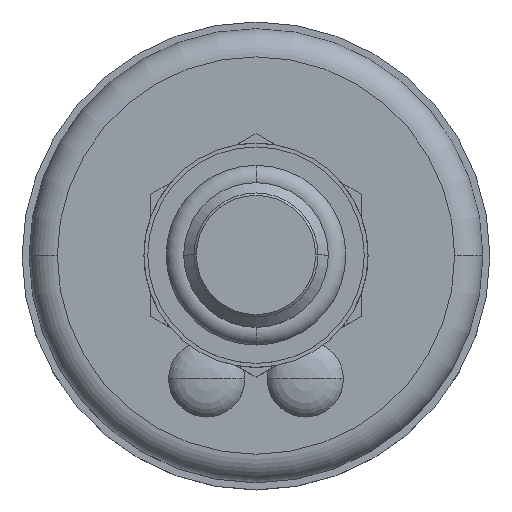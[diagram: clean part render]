
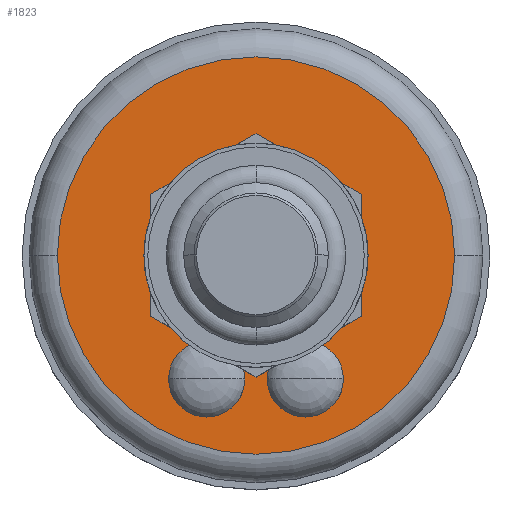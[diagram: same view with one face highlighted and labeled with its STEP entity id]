
A CAD part, top view. The second image highlights one B-rep face of the part: STEP entity #1823.
In plain terms, the highlighted planar face has unit normal (0, 0, 1).
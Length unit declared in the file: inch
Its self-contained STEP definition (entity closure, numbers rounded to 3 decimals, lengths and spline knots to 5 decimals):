
#309=CARTESIAN_POINT('',(0.,0.,1.1));
#310=DIRECTION('',(0.,0.,1.));
#311=DIRECTION('',(-1.,0.,0.));
#312=AXIS2_PLACEMENT_3D('',#309,#310,#311);
#317=CARTESIAN_POINT('',(0.,0.,1.1));
#318=DIRECTION('',(0.,0.,1.));
#319=DIRECTION('',(1.,0.,0.));
#320=AXIS2_PLACEMENT_3D('',#317,#318,#319);
#325=CARTESIAN_POINT('',(0.175,-0.438,1.1));
#326=DIRECTION('',(0.,0.,-1.));
#327=DIRECTION('',(1.,0.,0.));
#328=AXIS2_PLACEMENT_3D('',#325,#326,#327);
#333=CARTESIAN_POINT('',(0.175,-0.438,1.1));
#334=DIRECTION('',(0.,0.,-1.));
#335=DIRECTION('',(-1.,0.,0.));
#336=AXIS2_PLACEMENT_3D('',#333,#334,#335);
#341=CARTESIAN_POINT('',(-0.175,-0.438,1.1));
#342=DIRECTION('',(0.,0.,1.));
#343=DIRECTION('',(-1.,0.,0.));
#344=AXIS2_PLACEMENT_3D('',#341,#342,#343);
#349=CARTESIAN_POINT('',(-0.175,-0.438,1.1));
#350=DIRECTION('',(0.,0.,1.));
#351=DIRECTION('',(1.,0.,0.));
#352=AXIS2_PLACEMENT_3D('',#349,#350,#351);
#371=CARTESIAN_POINT('',(0.,0.,1.1));
#372=DIRECTION('',(0.,0.,1.));
#373=DIRECTION('',(1.,0.,0.));
#374=AXIS2_PLACEMENT_3D('',#371,#372,#373);
#379=CARTESIAN_POINT('',(0.,0.,1.1));
#380=DIRECTION('',(0.,0.,-1.));
#381=DIRECTION('',(1.,0.,0.));
#382=AXIS2_PLACEMENT_3D('',#379,#380,#381);
#1547=CARTESIAN_POINT('',(0.33,0.,1.1));
#1549=VERTEX_POINT('',#1547);
#1551=CARTESIAN_POINT('',(-0.33,0.,1.1));
#1553=VERTEX_POINT('',#1551);
#1555=CARTESIAN_POINT('',(-0.705,0.,1.1));
#1556=CARTESIAN_POINT('',(0.705,0.,1.1));
#1557=VERTEX_POINT('',#1555);
#1558=VERTEX_POINT('',#1556);
#1574=CARTESIAN_POINT('',(0.31,-0.438,1.1));
#1575=CARTESIAN_POINT('',(0.04,-0.438,1.1));
#1576=VERTEX_POINT('',#1574);
#1577=VERTEX_POINT('',#1575);
#1581=CARTESIAN_POINT('',(-0.31,-0.438,1.1));
#1582=VERTEX_POINT('',#1581);
#1583=CARTESIAN_POINT('',(-0.04,-0.438,1.1));
#1584=VERTEX_POINT('',#1583);
#1795=CARTESIAN_POINT('',(0.,0.,1.1));
#1796=DIRECTION('',(0.,0.,-1.));
#1797=DIRECTION('',(1.,0.,0.));
#1798=AXIS2_PLACEMENT_3D('',#1795,#1796,#1797);
#1799=PLANE('',#1798);
#1801=ORIENTED_EDGE('',*,*,#1800,.F.);
#1802=ORIENTED_EDGE('',*,*,#1785,.F.);
#1803=EDGE_LOOP('',(#1801,#1802));
#1804=FACE_OUTER_BOUND('',#1803,.F.);
#1806=ORIENTED_EDGE('',*,*,#1805,.T.);
#1808=ORIENTED_EDGE('',*,*,#1807,.F.);
#1809=EDGE_LOOP('',(#1806,#1808));
#1810=FACE_BOUND('',#1809,.F.);
#1812=ORIENTED_EDGE('',*,*,#1811,.F.);
#1814=ORIENTED_EDGE('',*,*,#1813,.F.);
#1815=EDGE_LOOP('',(#1812,#1814));
#1816=FACE_BOUND('',#1815,.F.);
#1818=ORIENTED_EDGE('',*,*,#1817,.T.);
#1820=ORIENTED_EDGE('',*,*,#1819,.T.);
#1821=EDGE_LOOP('',(#1818,#1820));
#1822=FACE_BOUND('',#1821,.F.);
#1823=ADVANCED_FACE('',(#1804,#1810,#1816,#1822),#1799,.F.);
#313=CIRCLE('',#312,0.705);
#321=CIRCLE('',#320,0.705);
#329=CIRCLE('',#328,0.135);
#337=CIRCLE('',#336,0.135);
#345=CIRCLE('',#344,0.135);
#353=CIRCLE('',#352,0.135);
#375=CIRCLE('',#374,0.33);
#383=CIRCLE('',#382,0.33);
#1785=EDGE_CURVE('',#1558,#1557,#321,.T.);
#1800=EDGE_CURVE('',#1557,#1558,#313,.T.);
#1805=EDGE_CURVE('',#1549,#1553,#375,.T.);
#1807=EDGE_CURVE('',#1549,#1553,#383,.T.);
#1811=EDGE_CURVE('',#1576,#1577,#329,.T.);
#1813=EDGE_CURVE('',#1577,#1576,#337,.T.);
#1817=EDGE_CURVE('',#1582,#1584,#345,.T.);
#1819=EDGE_CURVE('',#1584,#1582,#353,.T.);
